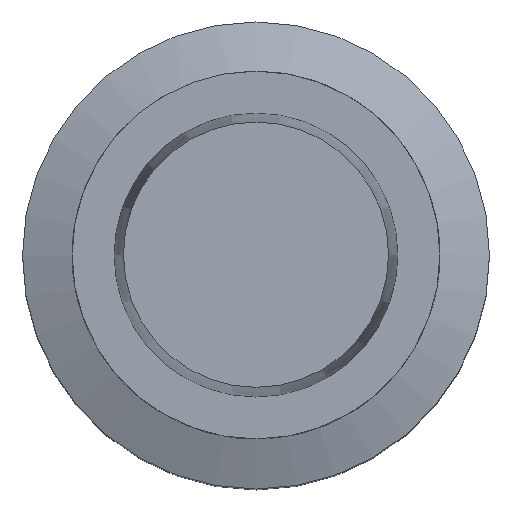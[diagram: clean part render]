
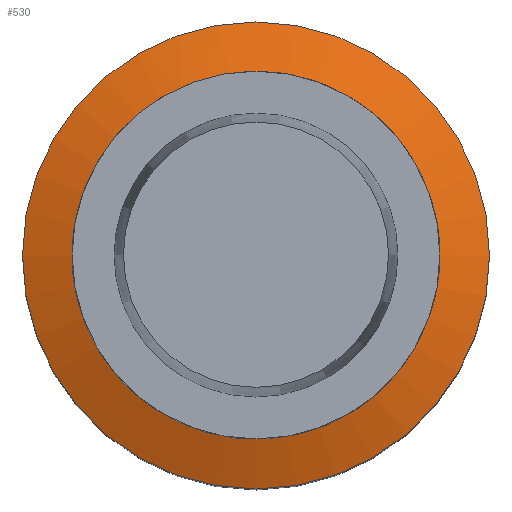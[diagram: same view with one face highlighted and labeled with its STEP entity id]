
A CAD part, top view. The second image highlights one B-rep face of the part: STEP entity #530.
In plain terms, the highlighted conical face has half-angle 70 degrees and reference radius 35.829 mm.
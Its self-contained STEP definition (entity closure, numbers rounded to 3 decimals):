
#469=EDGE_CURVE('240[2]',#1042,#1042,#1043,.F.);
#530=ADVANCED_FACE('240[2]',(#1119,#1120),#1121,.T.);
#611=EDGE_CURVE('240[2]',#1216,#1216,#1217,.T.);
#1042=VERTEX_POINT('',#1964);
#1043=CIRCLE('',#1965,31.);
#1119=FACE_BOUND('',#2117,.T.);
#1120=FACE_BOUND('',#2118,.T.);
#1121=CONICAL_SURFACE('',#2119,35.829,1.222);
#1216=VERTEX_POINT('',#2265);
#1217=CIRCLE('',#2266,40.);
#1964=CARTESIAN_POINT('',(31.,0.,-42.5));
#1965=AXIS2_PLACEMENT_3D('',#2791,#2792,#2793);
#2117=EDGE_LOOP('',(#2918));
#2118=EDGE_LOOP('',(#2919));
#2119=AXIS2_PLACEMENT_3D('',#2920,#2921,#2922);
#2265=CARTESIAN_POINT('',(0.,40.,-45.776));
#2266=AXIS2_PLACEMENT_3D('',#3064,#3065,#3066);
#2791=CARTESIAN_POINT('',(0.,0.,-42.5));
#2792=DIRECTION('',(0.,0.,1.0));
#2793=DIRECTION('',(0.,1.0,0.));
#2918=ORIENTED_EDGE('',*,*,#469,.T.);
#2919=ORIENTED_EDGE('',*,*,#611,.F.);
#2920=CARTESIAN_POINT('',(0.,0.,-44.258));
#2921=DIRECTION('',(0.,0.,-1.0));
#2922=DIRECTION('',(0.,1.0,0.));
#3064=CARTESIAN_POINT('',(0.,0.,-45.776));
#3065=DIRECTION('',(0.,0.,-1.0));
#3066=DIRECTION('',(0.,1.0,0.));
